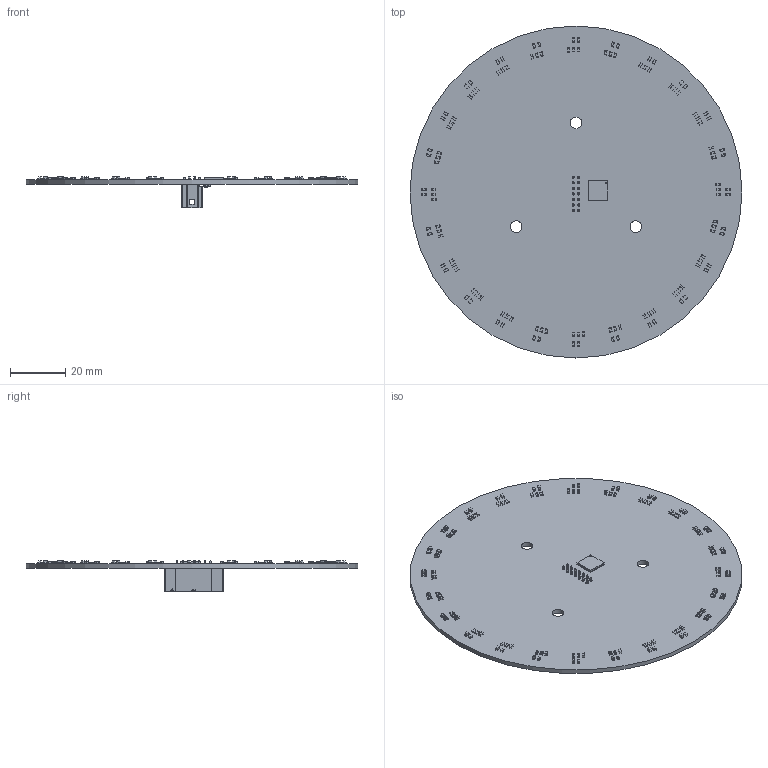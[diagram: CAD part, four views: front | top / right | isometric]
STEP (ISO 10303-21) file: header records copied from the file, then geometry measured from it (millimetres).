
FILE_DESCRIPTION(('KiCad electronic assembly'),'2;1');
FILE_NAME('Light_Ring_PCB.step','2022-02-01T10:14:46',('An Author'),( 'A Company'),'Open CASCADE STEP processor 7.5', 'KiCad to STEP converter','Unknown');
FILE_SCHEMA(('AUTOMOTIVE_DESIGN { 1 0 10303 214 1 1 1 1 }'));
Length unit declared in the file: millimetre
Products named in the file (16): Open CASCADE STEP translator 7.5 1; DF51A-14DP-2DSA; COMPOUND; SOT-23; SOLID; C_0603_1608Metric; LED_0603_1608Metric; ALS-PT19-315C_L177_TR8; R_0603_1608Metric; QFN-48-1EP_7x7mm_P0.5mm_EP5.15x5.15mm
Assembly tree (134 placements, depth 3):
  Open CASCADE STEP translator 7.5 1
    DF51A-14DP-2DSA
      COMPOUND
    SOT-23
      SOLID
    C_0603_1608Metric  x26
      SOLID
    LED_0603_1608Metric  x24
      SOLID
    ALS-PT19-315C_L177_TR8  x24
      COMPOUND
    R_0603_1608Metric  x49
      SOLID
    QFN-48-1EP_7x7mm_P0.5mm_EP5.15x5.15mm
      SOLID
    COMPOUND
Bounding box: 120 x 120 x 11.4 mm (x, y, z)
Volume: 18668.3 mm3; surface area: 25390.7 mm2
Topology: 223 solids, 223 shells, 5151 faces, 13275 edges, 8680 vertices
Faces by surface type: plane 4089, cylinder 1035, bspline 27
Full cylindrical faces by diameter (mm): 0.5 x1, 0.85 x14, 4.2 x3, 120 x1
Entity records: 63708 total; most frequent: CARTESIAN_POINT 10892, DIRECTION 9207, LINE 6608, VECTOR 6608, ORIENTED_EDGE 4784, PCURVE 4784, DEFINITIONAL_REPRESENTATION 4784, EDGE_CURVE 2392
